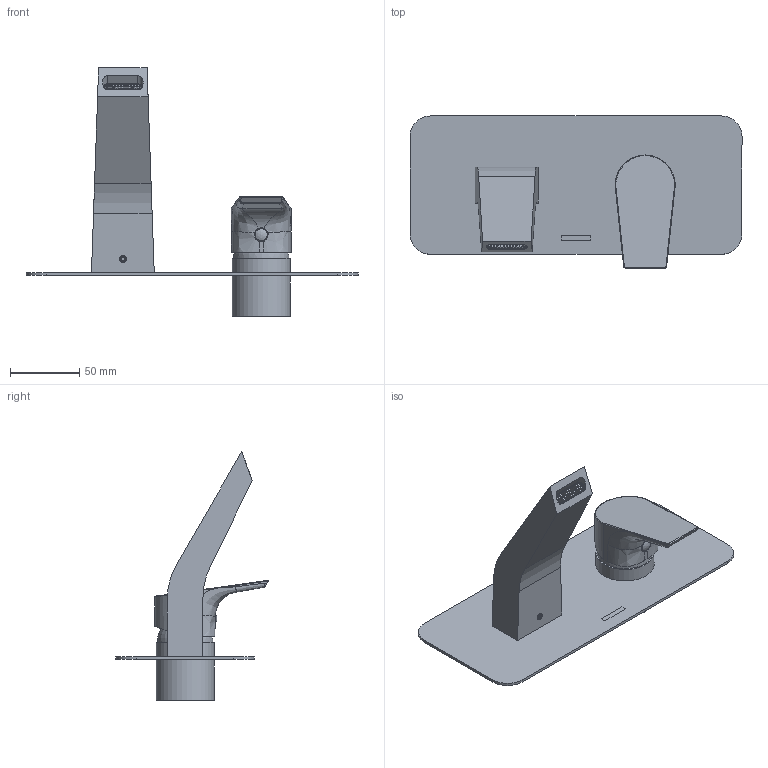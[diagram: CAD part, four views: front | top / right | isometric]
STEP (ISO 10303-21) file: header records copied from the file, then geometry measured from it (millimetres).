
FILE_DESCRIPTION (( 'STEP AP203' ), '1' );
FILE_NAME ('21AP03619.STEP', '2021-03-22T07:48:44', ( '' ), ( '' ), 'SwSTEP 2.0', 'SolidWorks 2018', '' );
FILE_SCHEMA (( 'CONFIG_CONTROL_DESIGN' ));
Length unit declared in the file: millimetre
Products named in the file (1): 21AP03619
Bounding box: 240 x 110.01 x 179.63 mm (x, y, z)
Volume: 146857.8 mm3; surface area: 115285.5 mm2
Topology: 8 solids, 8 shells, 439 faces, 1219 edges, 785 vertices
Faces by surface type: plane 282, cylinder 100, cone 38, bspline 13, torus 3, sphere 3
Full cylindrical faces by diameter (mm): 1 x2, 1.3 x1, 4.2 x2, 4.9 x1, 5 x1, 6.8 x1, 9.5 x1, 10 x1, 16 x1, 16.4 x1, 31 x1, 35.8 x2, 36.5 x1, 37 x1, 39 x2, 42 x1, 42.5 x1
Entity records: 15331 total; most frequent: CARTESIAN_POINT 4486, ORIENTED_EDGE 2342, DIRECTION 2036, EDGE_CURVE 1171, LINE 804, VECTOR 804, VERTEX_POINT 773, AXIS2_PLACEMENT_3D 616
